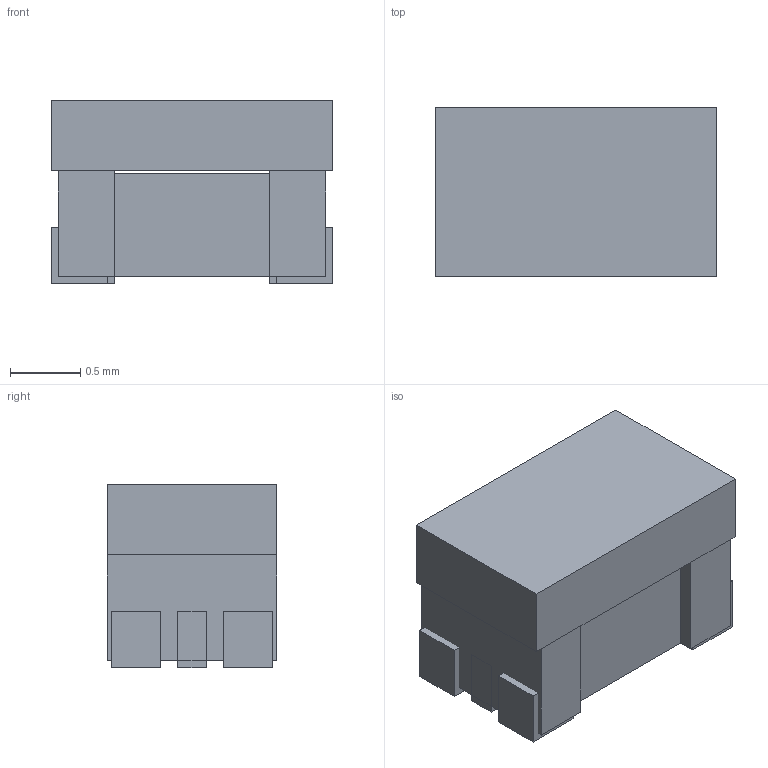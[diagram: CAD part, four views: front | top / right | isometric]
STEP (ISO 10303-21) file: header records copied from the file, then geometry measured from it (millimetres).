
FILE_DESCRIPTION(('FreeCAD Model'),'2;1');
FILE_NAME('629489.3.3.stp','2022-02-16T13:49:32',( 'Author'),(''),'Open CASCADE STEP processor 6.9','FreeCAD','Unknown' );
FILE_SCHEMA(('AUTOMOTIVE_DESIGN { 1 0 10303 214 1 1 1 1 }'));
Length unit declared in the file: millimetre
Products named in the file (4): ASSEMBLY; solidBody; solidLead; solidCoil
Assembly tree (3 placements, depth 2):
  ASSEMBLY
    solidBody
    solidLead
    solidCoil
Bounding box: 2 x 1.2 x 1.3 mm (x, y, z)
Volume: 3 mm3; surface area: 21.7 mm2
Topology: 6 solids, 6 shells, 64 faces, 140 edges, 88 vertices
Faces by surface type: plane 64
Entity records: 3622 total; most frequent: CARTESIAN_POINT 584, DIRECTION 548, LINE 412, VECTOR 412, ORIENTED_EDGE 280, PCURVE 280, DEFINITIONAL_REPRESENTATION 280, EDGE_CURVE 140
